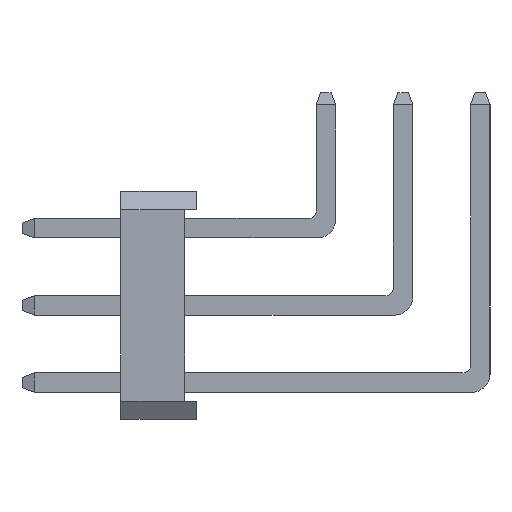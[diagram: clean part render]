
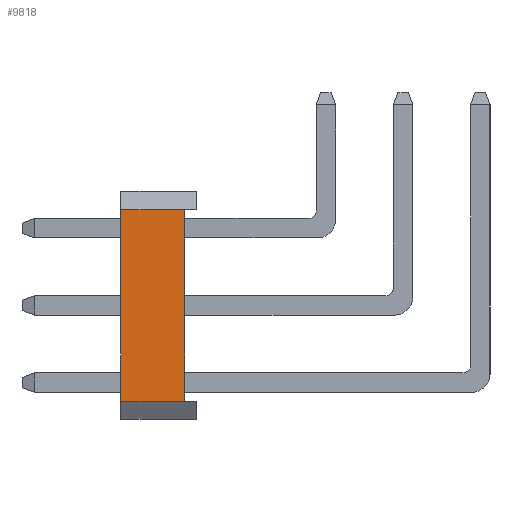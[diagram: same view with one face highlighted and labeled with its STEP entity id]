
A CAD part, left-side view. The second image highlights one B-rep face of the part: STEP entity #9818.
In plain terms, the highlighted planar face has unit normal (-1, 0, 0).
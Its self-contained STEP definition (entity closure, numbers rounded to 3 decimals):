
#593=DIRECTION('',(0.,0.,1.));
#594=VECTOR('',#593,6.3);
#595=CARTESIAN_POINT('',(-11.43,2.5,-3.15));
#596=LINE('',#595,#594);
#1505=DIRECTION('',(0.,1.,0.));
#1506=VECTOR('',#1505,2.1);
#1507=CARTESIAN_POINT('',(-11.43,0.4,-3.15));
#1508=LINE('',#1507,#1506);
#1509=DIRECTION('',(0.,1.,0.));
#1510=VECTOR('',#1509,2.1);
#1511=CARTESIAN_POINT('',(-11.43,0.4,3.15));
#1512=LINE('',#1511,#1510);
#1513=DIRECTION('',(0.,0.,1.));
#1514=VECTOR('',#1513,6.3);
#1515=CARTESIAN_POINT('',(-11.43,0.4,-3.15));
#1516=LINE('',#1515,#1514);
#8249=CARTESIAN_POINT('',(-11.43,2.5,-3.15));
#8251=VERTEX_POINT('',#8249);
#8254=CARTESIAN_POINT('',(-11.43,2.5,3.15));
#8256=VERTEX_POINT('',#8254);
#8257=CARTESIAN_POINT('',(-11.43,0.4,-3.15));
#8258=VERTEX_POINT('',#8257);
#8259=CARTESIAN_POINT('',(-11.43,0.4,3.15));
#8260=VERTEX_POINT('',#8259);
#9806=CARTESIAN_POINT('',(-11.43,0.,-3.75));
#9807=DIRECTION('',(-1.,0.,0.));
#9808=DIRECTION('',(0.,0.,1.));
#9809=AXIS2_PLACEMENT_3D('',#9806,#9807,#9808);
#9810=PLANE('',#9809);
#9811=ORIENTED_EDGE('',*,*,#8937,.T.);
#9812=ORIENTED_EDGE('',*,*,#9046,.T.);
#9814=ORIENTED_EDGE('',*,*,#9813,.F.);
#9815=ORIENTED_EDGE('',*,*,#9527,.F.);
#9816=EDGE_LOOP('',(#9811,#9812,#9814,#9815));
#9817=FACE_OUTER_BOUND('',#9816,.F.);
#8937=EDGE_CURVE('',#8258,#8251,#1508,.T.);
#9046=EDGE_CURVE('',#8251,#8256,#596,.T.);
#9527=EDGE_CURVE('',#8258,#8260,#1516,.T.);
#9813=EDGE_CURVE('',#8260,#8256,#1512,.T.);
#9818=ADVANCED_FACE('',(#9817),#9810,.T.);
